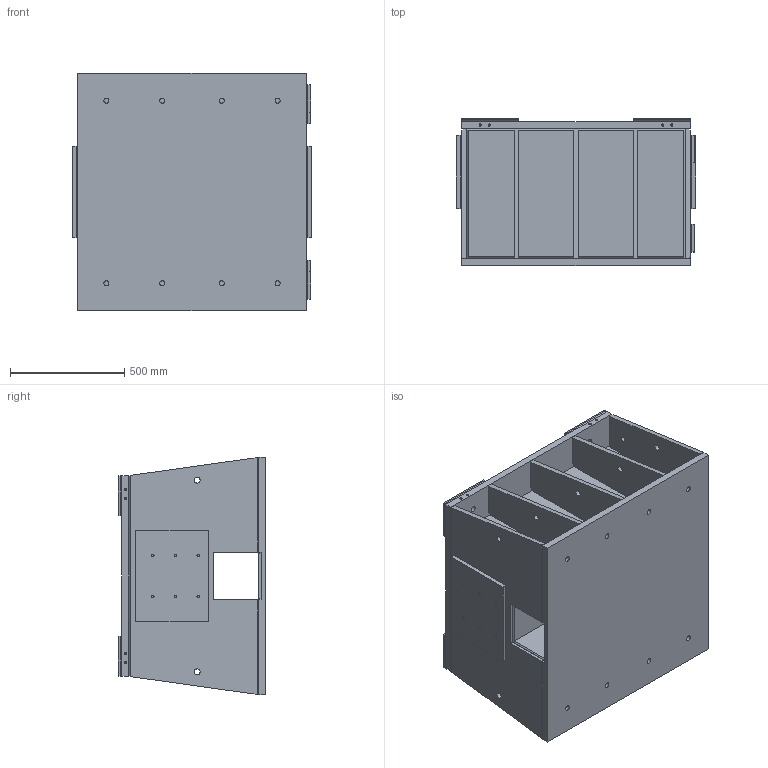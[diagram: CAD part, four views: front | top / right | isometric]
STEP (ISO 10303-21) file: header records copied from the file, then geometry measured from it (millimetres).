
FILE_DESCRIPTION((''),'2;1');
FILE_NAME('UNTERBAU-EM_ASM','2015-08-27T',('ukdoo'),(''),'PRO/ENGINEER BY PARAMETRIC TECHNOLOGY CORPORATION, 2013410','PRO/ENGINEER BY PARAMETRIC TECHNOLOGY CORPORATION, 2013410','');
FILE_SCHEMA(('CONFIG_CONTROL_DESIGN'));
Length unit declared in the file: millimetre
Products named in the file (12): PLATTE_OBEN_AF0; PLATTE_UNTEN_AF0; PLATTEN_RIPPEN_AF0; PLATTEN_SEITE_AF0; PLATTE_INNENWAND_AF0; TUNNEL_SEITEN; TUNNEL_DECKE; SOCKEL_OBEN_AF0; ANBAUPLATTE_VORN_AF0; ANBAUPLATTE_HINTEN_AF0; ANBAUTISCHPLATTEN_AF1; UNTERBAU-EM_ASM
Assembly tree (11 placements, depth 2):
  UNTERBAU-EM_ASM
    PLATTE_OBEN_AF0
    PLATTE_UNTEN_AF0
    PLATTEN_RIPPEN_AF0
    PLATTEN_SEITE_AF0
    PLATTE_INNENWAND_AF0
    TUNNEL_SEITEN
    TUNNEL_DECKE
    SOCKEL_OBEN_AF0
    ANBAUPLATTE_VORN_AF0
    ANBAUPLATTE_HINTEN_AF0
    ANBAUTISCHPLATTEN_AF1
Bounding box: 1050 x 645 x 1040 mm (x, y, z)
Volume: 130754623.2 mm3; surface area: 12397036.2 mm2
Topology: 25 solids, 53 shells, 549 faces, 1363 edges, 876 vertices
Faces by surface type: plane 335, cylinder 182, cone 32
Entity records: 16420 total; most frequent: DIRECTION 2895, CARTESIAN_POINT 2779, ORIENTED_EDGE 2550, EDGE_CURVE 1331, AXIS2_PLACEMENT_3D 992, VECTOR 911, LINE 911, VERTEX_POINT 876
